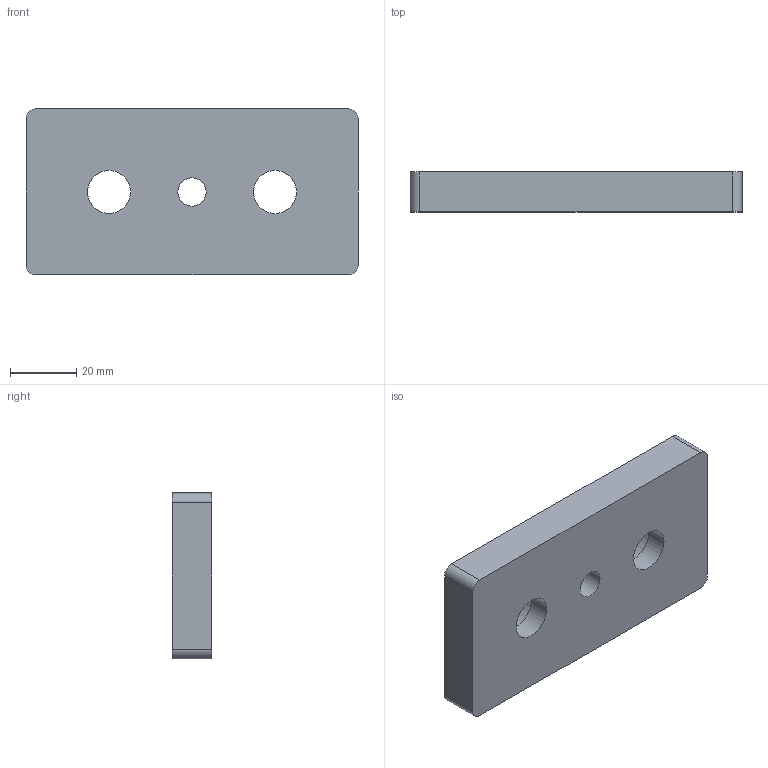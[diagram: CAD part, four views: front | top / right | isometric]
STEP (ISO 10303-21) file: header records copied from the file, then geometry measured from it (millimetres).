
FILE_DESCRIPTION (( 'STEP AP214' ), '1' );
FILE_NAME ('084.405.017.step', '2015-04-03T12:04:38', ( '' ), ( '' ), 'SwSTEP 2.0', 'SolidWorks 2012', '' );
FILE_SCHEMA (( 'AUTOMOTIVE_DESIGN' ));
Length unit declared in the file: millimetre
Products named in the file (1): 084.405.017
Bounding box: 100 x 12 x 50 mm (x, y, z)
Volume: 54215.7 mm3; surface area: 14403.6 mm2
Topology: 1 solids, 1 shells, 17 faces, 41 edges, 28 vertices
Faces by surface type: cylinder 9, plane 8
Full cylindrical faces by diameter (mm): 8.5 x1, 13 x2, 19.5 x2
Entity records: 523 total; most frequent: DIRECTION 88, CARTESIAN_POINT 78, ORIENTED_EDGE 68, AXIS2_PLACEMENT_3D 36, EDGE_CURVE 34, EDGE_LOOP 30, VERTEX_POINT 26, FACE_OUTER_BOUND 22
